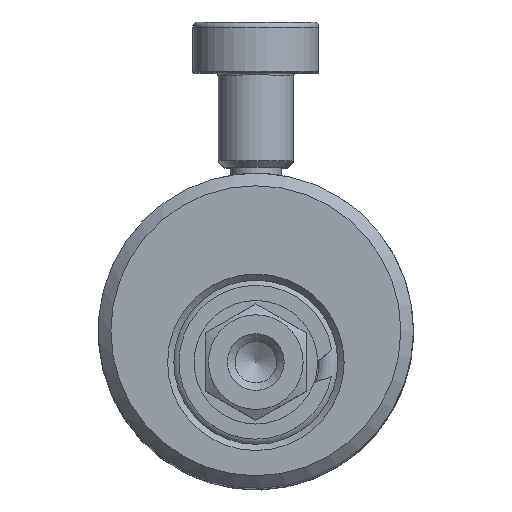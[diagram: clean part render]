
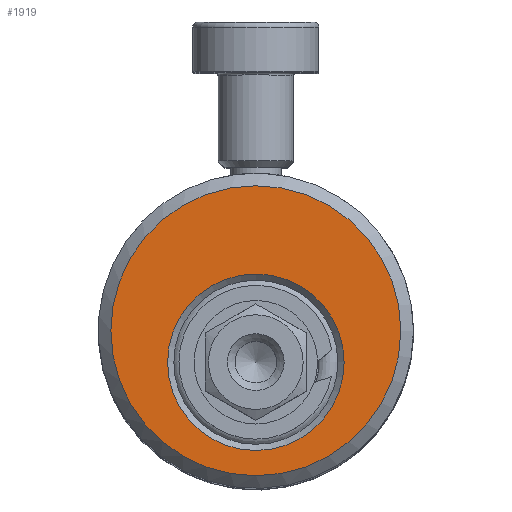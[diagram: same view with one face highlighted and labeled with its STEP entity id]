
A CAD part, top view. The second image highlights one B-rep face of the part: STEP entity #1919.
In plain terms, the highlighted planar face has unit normal (0, 0, 1).
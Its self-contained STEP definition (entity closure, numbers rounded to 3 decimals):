
#145 = FACE_OUTER_BOUND ( 'NONE', #4213, .T. ) ;
#168 = DIRECTION ( 'NONE',  ( 1., 0., 0. ) ) ;
#425 = CIRCLE ( 'NONE', #4272, 11.5 ) ;
#610 = EDGE_CURVE ( 'NONE', #3475, #3475, #2757, .T. ) ;
#761 = ORIENTED_EDGE ( 'NONE', *, *, #2493, .T. ) ;
#1073 = CARTESIAN_POINT ( 'NONE',  ( -68., 22.5, 40. ) ) ;
#1427 = CARTESIAN_POINT ( 'NONE',  ( -75., 22.5, 40. ) ) ;
#1627 = EDGE_LOOP ( 'NONE', ( #3944 ) ) ;
#1735 = CARTESIAN_POINT ( 'NONE',  ( -75., 25., 40. ) ) ;
#1815 = DIRECTION ( 'NONE',  ( 1., 0., 0. ) ) ;
#1919 = ADVANCED_FACE ( 'NONE', ( #3824, #145 ), #2187, .T. ) ;
#2187 = PLANE ( 'NONE',  #3025 ) ;
#2257 = CARTESIAN_POINT ( 'NONE',  ( -63.5, 25., 40. ) ) ;
#2410 = DIRECTION ( 'NONE',  ( 1., 0., 0. ) ) ;
#2493 = EDGE_CURVE ( 'NONE', #2903, #2903, #425, .T. ) ;
#2757 = CIRCLE ( 'NONE', #3669, 7. ) ;
#2903 = VERTEX_POINT ( 'NONE', #2257 ) ;
#3025 = AXIS2_PLACEMENT_3D ( 'NONE', #3521, #3187, #168 ) ;
#3110 = DIRECTION ( 'NONE',  ( 0., 0., 1. ) ) ;
#3187 = DIRECTION ( 'NONE',  ( 0., 0., 1. ) ) ;
#3475 = VERTEX_POINT ( 'NONE', #1073 ) ;
#3521 = CARTESIAN_POINT ( 'NONE',  ( -75., 25., 40. ) ) ;
#3669 = AXIS2_PLACEMENT_3D ( 'NONE', #1427, #4038, #1815 ) ;
#3824 = FACE_BOUND ( 'NONE', #1627, .T. ) ;
#3944 = ORIENTED_EDGE ( 'NONE', *, *, #610, .T. ) ;
#4038 = DIRECTION ( 'NONE',  ( 0., 0., -1. ) ) ;
#4213 = EDGE_LOOP ( 'NONE', ( #761 ) ) ;
#4272 = AXIS2_PLACEMENT_3D ( 'NONE', #1735, #3110, #2410 ) ;
